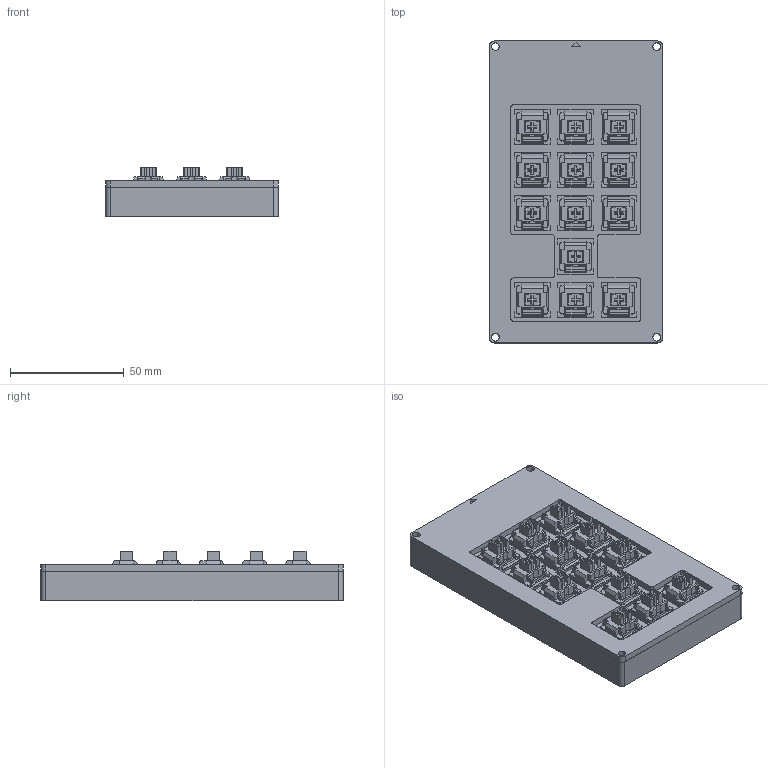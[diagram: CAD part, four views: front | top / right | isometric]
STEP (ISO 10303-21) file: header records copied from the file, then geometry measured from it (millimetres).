
FILE_DESCRIPTION(/* description */ (''),/* implementation_level */ '2;1');
FILE_NAME(/* name */ 'ArrowPad.step',/* time_stamp */ '2025-08-31T09:49:45+01:00',/* author */ (''),/* organization */ (''),/* preprocessor_version */ 'ST-DEVELOPER v20.1',/* originating_system */ 'Autodesk Translation Framework v14.10.0.0',/* authorisation */ '');
FILE_SCHEMA (('AUTOMOTIVE_DESIGN { 1 0 10303 214 3 1 1 }'));
Length unit declared in the file: millimetre
Products named in the file (34): 2025-08-31-01-27-47-721; 2025-08-31-00-49-57-269; ArrowPad PCB 1; REDragon-MX-ZT02; ArrowPad_PCB; REDragon-MX-ZT02_1; REDragon-MX-ZT02_2; REDragon-MX-ZT02_3; REDragon-MX-ZT02_4; REDragon-MX-ZT02_5; REDragon-MX-ZT02_6; REDragon-MX-ZT02_7; REDragon-MX-ZT02_8; REDragon-MX-ZT02_9; REDragon-MX-ZT02_10; REDragon-MX-ZT02_11; REDragon-MX-ZT02_12; Body; Button; Pins; D_DO-35_SOD27_P7.62mm_Horizontal; Seeed Studio XIAO RP2040; main; type-c v2; smd_button v3; SK6805-2.4x2.7 v1; Shell; DOUT; DIN; VSS; VDD; smd_button v3(Mirror); 2025-08-31-00-38-40-975; 2025-08-31-00-49-58-846
Assembly tree (80 placements, depth 6):
  2025-08-31-01-27-47-721
    2025-08-31-00-49-57-269
    ArrowPad PCB 1
      D_DO-35_SOD27_P7.62mm_Horizontal  x12
      REDragon-MX-ZT02
        Body
        Button
        Pins
      ArrowPad_PCB
      REDragon-MX-ZT02_1
        Body
        Button
        Pins
      REDragon-MX-ZT02_2
        Body
        Button
        Pins
      REDragon-MX-ZT02_3
        Body
        Button
        Pins
      REDragon-MX-ZT02_4
        Body
        Button
        Pins
      REDragon-MX-ZT02_5
        Body
        Button
        Pins
      REDragon-MX-ZT02_6
        Body
        Button
        Pins
      REDragon-MX-ZT02_7
        Body
        Button
        Pins
      REDragon-MX-ZT02_8
        Body
        Button
        Pins
      REDragon-MX-ZT02_9
        Body
        Button
        Pins
      REDragon-MX-ZT02_10
        Body
        Button
        Pins
      REDragon-MX-ZT02_11
        Body
        Button
        Pins
      REDragon-MX-ZT02_12
        Body
        Button
        Pins
      Seeed Studio XIAO RP2040
        main
          type-c v2
Bounding box: 76.11 x 133 x 21.89 mm (x, y, z)
Volume: 105351.6 mm3; surface area: 90328.4 mm2
Topology: 163 solids, 163 shells, 3938 faces, 10156 edges, 6651 vertices
Faces by surface type: plane 3071, cylinder 593, bspline 185, torus 60, cone 19, sphere 10
Full cylindrical faces by diameter (mm): 0.3 x6, 0.4 x1, 0.5 x38, 0.8 x38, 0.889 x14, 1 x26, 1.5 x28, 1.7 x26, 2 x25, 2.02 x12, 3.4 x8, 3.8 x13, 4 x13
Entity records: 55643 total; most frequent: CARTESIAN_POINT 11696, ORIENTED_EDGE 8928, DIRECTION 8249, EDGE_CURVE 4464, LINE 3269, VECTOR 3269, VERTEX_POINT 2937, AXIS2_PLACEMENT_3D 2490
